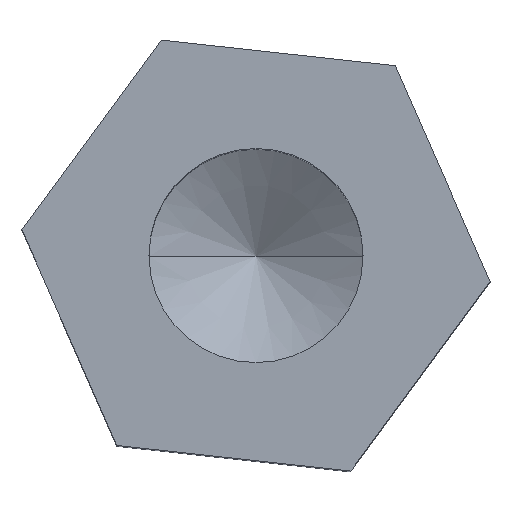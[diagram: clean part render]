
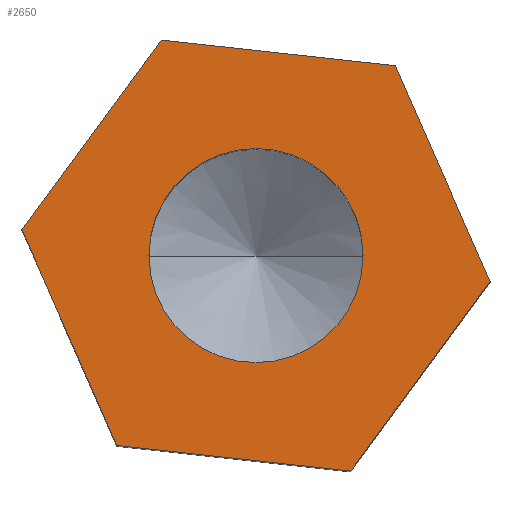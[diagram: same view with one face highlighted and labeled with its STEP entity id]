
A CAD part, top view. The second image highlights one B-rep face of the part: STEP entity #2650.
In plain terms, the highlighted planar face has unit normal (0, 0, 1).
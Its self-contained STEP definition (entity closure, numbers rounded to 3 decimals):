
#133 = CARTESIAN_POINT ( 'NONE',  ( -47.806, 4.164, 0. ) ) ;
#147 = VERTEX_POINT ( 'NONE', #9235 ) ;
#401 = CARTESIAN_POINT ( 'NONE',  ( -47.288, 8.896, 0. ) ) ;
#450 = DIRECTION ( 'NONE',  ( -0.403, 0.915, 0. ) ) ;
#610 = VECTOR ( 'NONE', #2813, 1000. ) ;
#653 = EDGE_CURVE ( 'NONE', #7827, #1174, #8394, .T. ) ;
#723 = ORIENTED_EDGE ( 'NONE', *, *, #6244, .T. ) ;
#865 = DIRECTION ( 'NONE',  ( 0.994, -0.109, 0. ) ) ;
#992 = CARTESIAN_POINT ( 'NONE',  ( -44.556, 8.597, 0. ) ) ;
#1047 = VECTOR ( 'NONE', #865, 1000. ) ;
#1174 = VERTEX_POINT ( 'NONE', #3913 ) ;
#1300 = DIRECTION ( 'NONE',  ( 0., 0., 1. ) ) ;
#1346 = PLANE ( 'NONE',  #5932 ) ;
#1383 = DIRECTION ( 'NONE',  ( 0.403, -0.915, 0. ) ) ;
#1431 = CARTESIAN_POINT ( 'NONE',  ( -48.913, 6.68, 0. ) ) ;
#1529 = CIRCLE ( 'NONE', #6422, 1.25 ) ;
#2080 = ORIENTED_EDGE ( 'NONE', *, *, #653, .T. ) ;
#2341 = EDGE_CURVE ( 'NONE', #4707, #6466, #3975, .T. ) ;
#2650 = ADVANCED_FACE ( 'NONE', ( #4822, #7810 ), #1346, .T. ) ;
#2734 = LINE ( 'NONE', #1431, #5171 ) ;
#2813 = DIRECTION ( 'NONE',  ( -0.591, -0.806, 0. ) ) ;
#2990 = EDGE_LOOP ( 'NONE', ( #7134, #8147, #723, #2080, #5442, #5294 ) ) ;
#3187 = CARTESIAN_POINT ( 'NONE',  ( -44.556, 8.597, 0. ) ) ;
#3568 = VERTEX_POINT ( 'NONE', #3850 ) ;
#3607 = CARTESIAN_POINT ( 'NONE',  ( -46.181, 6.38, 0. ) ) ;
#3717 = CARTESIAN_POINT ( 'NONE',  ( -46.181, 6.38, 0. ) ) ;
#3850 = CARTESIAN_POINT ( 'NONE',  ( -43.449, 6.081, 0. ) ) ;
#3913 = CARTESIAN_POINT ( 'NONE',  ( -47.288, 8.896, 0. ) ) ;
#3975 = LINE ( 'NONE', #133, #1047 ) ;
#4015 = VERTEX_POINT ( 'NONE', #9460 ) ;
#4142 = EDGE_CURVE ( 'NONE', #6816, #4015, #8924, .T. ) ;
#4171 = LINE ( 'NONE', #9423, #5486 ) ;
#4248 = LINE ( 'NONE', #6358, #6260 ) ;
#4572 = DIRECTION ( 'NONE',  ( -0.994, 0.109, 0. ) ) ;
#4707 = VERTEX_POINT ( 'NONE', #7060 ) ;
#4822 = FACE_BOUND ( 'NONE', #6558, .T. ) ;
#5132 = EDGE_CURVE ( 'NONE', #147, #4707, #2734, .T. ) ;
#5146 = DIRECTION ( 'NONE',  ( 1., 0., 0. ) ) ;
#5165 = AXIS2_PLACEMENT_3D ( 'NONE', #3607, #5830, #5146 ) ;
#5171 = VECTOR ( 'NONE', #1383, 1000. ) ;
#5294 = ORIENTED_EDGE ( 'NONE', *, *, #5132, .T. ) ;
#5442 = ORIENTED_EDGE ( 'NONE', *, *, #6120, .T. ) ;
#5477 = EDGE_CURVE ( 'NONE', #6466, #3568, #4171, .T. ) ;
#5486 = VECTOR ( 'NONE', #8227, 1000. ) ;
#5830 = DIRECTION ( 'NONE',  ( 0., 0., 1. ) ) ;
#5932 = AXIS2_PLACEMENT_3D ( 'NONE', #7320, #1300, #8145 ) ;
#6120 = EDGE_CURVE ( 'NONE', #1174, #147, #6551, .T. ) ;
#6147 = VECTOR ( 'NONE', #4572, 1000. ) ;
#6222 = DIRECTION ( 'NONE',  ( 1., 0., 0. ) ) ;
#6244 = EDGE_CURVE ( 'NONE', #3568, #7827, #4248, .T. ) ;
#6260 = VECTOR ( 'NONE', #450, 1000. ) ;
#6281 = ORIENTED_EDGE ( 'NONE', *, *, #6428, .F. ) ;
#6358 = CARTESIAN_POINT ( 'NONE',  ( -43.449, 6.081, 0. ) ) ;
#6422 = AXIS2_PLACEMENT_3D ( 'NONE', #3717, #9704, #6222 ) ;
#6428 = EDGE_CURVE ( 'NONE', #4015, #6816, #1529, .T. ) ;
#6466 = VERTEX_POINT ( 'NONE', #7992 ) ;
#6551 = LINE ( 'NONE', #401, #610 ) ;
#6558 = EDGE_LOOP ( 'NONE', ( #6281, #6578 ) ) ;
#6578 = ORIENTED_EDGE ( 'NONE', *, *, #4142, .F. ) ;
#6816 = VERTEX_POINT ( 'NONE', #9509 ) ;
#7060 = CARTESIAN_POINT ( 'NONE',  ( -47.806, 4.164, 0. ) ) ;
#7134 = ORIENTED_EDGE ( 'NONE', *, *, #2341, .T. ) ;
#7320 = CARTESIAN_POINT ( 'NONE',  ( 0., 0., 0. ) ) ;
#7810 = FACE_OUTER_BOUND ( 'NONE', #2990, .T. ) ;
#7827 = VERTEX_POINT ( 'NONE', #992 ) ;
#7992 = CARTESIAN_POINT ( 'NONE',  ( -45.074, 3.865, 0. ) ) ;
#8145 = DIRECTION ( 'NONE',  ( 1., 0., 0. ) ) ;
#8147 = ORIENTED_EDGE ( 'NONE', *, *, #5477, .T. ) ;
#8227 = DIRECTION ( 'NONE',  ( 0.591, 0.806, 0. ) ) ;
#8394 = LINE ( 'NONE', #3187, #6147 ) ;
#8924 = CIRCLE ( 'NONE', #5165, 1.25 ) ;
#9235 = CARTESIAN_POINT ( 'NONE',  ( -48.913, 6.68, 0. ) ) ;
#9423 = CARTESIAN_POINT ( 'NONE',  ( -45.074, 3.865, 0. ) ) ;
#9460 = CARTESIAN_POINT ( 'NONE',  ( -44.931, 6.38, 0. ) ) ;
#9509 = CARTESIAN_POINT ( 'NONE',  ( -47.431, 6.38, 0. ) ) ;
#9704 = DIRECTION ( 'NONE',  ( 0., 0., 1. ) ) ;
